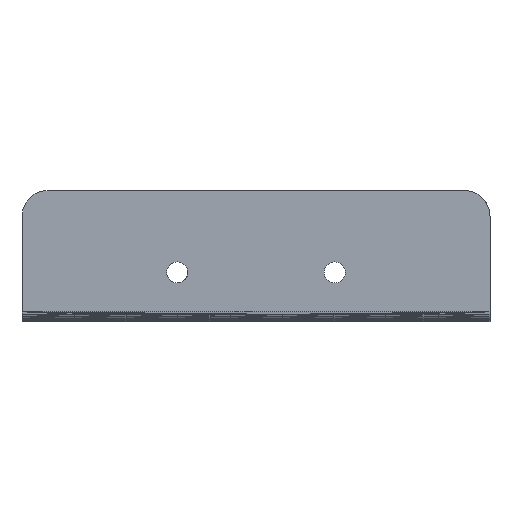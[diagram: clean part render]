
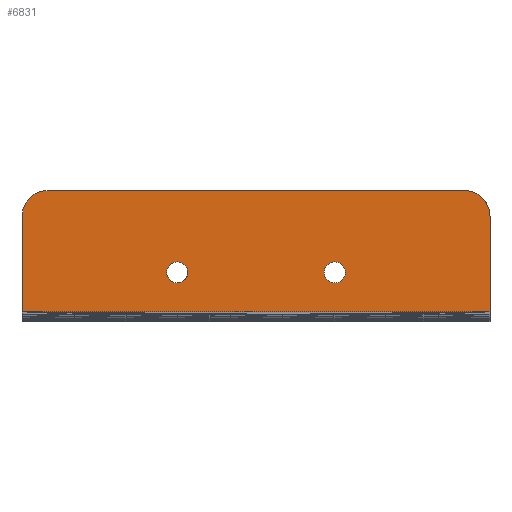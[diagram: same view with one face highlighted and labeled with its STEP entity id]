
A CAD part, left-side view. The second image highlights one B-rep face of the part: STEP entity #6831.
In plain terms, the highlighted planar face has unit normal (-1, 0, 0).
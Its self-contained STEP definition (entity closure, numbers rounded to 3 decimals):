
#67 = VERTEX_POINT ( 'NONE', #7644 ) ;
#812 = EDGE_CURVE ( 'NONE', #10305, #11095, #15766, .T. ) ;
#1409 = EDGE_LOOP ( 'NONE', ( #13811, #4835, #11897, #9674, #4715, #12712 ) ) ;
#1636 = AXIS2_PLACEMENT_3D ( 'NONE', #7025, #5301, #6916 ) ;
#1897 = EDGE_LOOP ( 'NONE', ( #8870, #3156 ) ) ;
#1946 = AXIS2_PLACEMENT_3D ( 'NONE', #7743, #12384, #18347 ) ;
#2447 = AXIS2_PLACEMENT_3D ( 'NONE', #15965, #14437, #12926 ) ;
#2548 = EDGE_CURVE ( 'NONE', #2768, #6951, #5854, .T. ) ;
#2768 = VERTEX_POINT ( 'NONE', #6964 ) ;
#3156 = ORIENTED_EDGE ( 'NONE', *, *, #11086, .F. ) ;
#3236 = VECTOR ( 'NONE', #9435, 1000. ) ;
#3267 = LINE ( 'NONE', #6488, #3236 ) ;
#3823 = EDGE_CURVE ( 'NONE', #8716, #6951, #10488, .T. ) ;
#4062 = AXIS2_PLACEMENT_3D ( 'NONE', #9159, #12292, #4613 ) ;
#4206 = DIRECTION ( 'NONE',  ( 0., -1., 0. ) ) ;
#4463 = AXIS2_PLACEMENT_3D ( 'NONE', #12523, #15554, #15444 ) ;
#4608 = EDGE_CURVE ( 'NONE', #14822, #5118, #19637, .T. ) ;
#4613 = DIRECTION ( 'NONE',  ( 0., 0., -1. ) ) ;
#4715 = ORIENTED_EDGE ( 'NONE', *, *, #2548, .F. ) ;
#4835 = ORIENTED_EDGE ( 'NONE', *, *, #12982, .T. ) ;
#5118 = VERTEX_POINT ( 'NONE', #10887 ) ;
#5277 = CARTESIAN_POINT ( 'NONE',  ( 27., 4., 20. ) ) ;
#5301 = DIRECTION ( 'NONE',  ( 1., 0., 0. ) ) ;
#5407 = PLANE ( 'NONE',  #1636 ) ;
#5854 = LINE ( 'NONE', #16971, #7345 ) ;
#5973 = CARTESIAN_POINT ( 'NONE',  ( 27., 4., 16. ) ) ;
#6182 = DIRECTION ( 'NONE',  ( -1., 0., 0. ) ) ;
#6397 = EDGE_LOOP ( 'NONE', ( #13266, #19790 ) ) ;
#6488 = CARTESIAN_POINT ( 'NONE',  ( 27., 71.295, 1.5 ) ) ;
#6569 = LINE ( 'NONE', #6776, #13361 ) ;
#6676 = CIRCLE ( 'NONE', #17976, 4. ) ;
#6776 = CARTESIAN_POINT ( 'NONE',  ( 27., 0., 20. ) ) ;
#6831 = ADVANCED_FACE ( 'NONE', ( #17730, #16318, #12869 ), #5407, .F. ) ;
#6872 = CARTESIAN_POINT ( 'NONE',  ( 27., 47.648, 9.1 ) ) ;
#6916 = DIRECTION ( 'NONE',  ( 0., 0., -1. ) ) ;
#6951 = VERTEX_POINT ( 'NONE', #15179 ) ;
#6964 = CARTESIAN_POINT ( 'NONE',  ( 27., 71.295, 1.5 ) ) ;
#7025 = CARTESIAN_POINT ( 'NONE',  ( 27., 0., 0. ) ) ;
#7030 = EDGE_CURVE ( 'NONE', #2768, #67, #3267, .T. ) ;
#7345 = VECTOR ( 'NONE', #9098, 1000. ) ;
#7644 = CARTESIAN_POINT ( 'NONE',  ( 27., 0., 1.5 ) ) ;
#7743 = CARTESIAN_POINT ( 'NONE',  ( 27., 47.648, 7.5 ) ) ;
#8007 = DIRECTION ( 'NONE',  ( 0., 0., -1. ) ) ;
#8083 = CIRCLE ( 'NONE', #1946, 1.6 ) ;
#8436 = CARTESIAN_POINT ( 'NONE',  ( 27., 47.648, 7.5 ) ) ;
#8716 = VERTEX_POINT ( 'NONE', #16187 ) ;
#8720 = EDGE_CURVE ( 'NONE', #17987, #67, #6569, .T. ) ;
#8870 = ORIENTED_EDGE ( 'NONE', *, *, #812, .F. ) ;
#9050 = VECTOR ( 'NONE', #4206, 1000. ) ;
#9098 = DIRECTION ( 'NONE',  ( 0., 0., 1. ) ) ;
#9159 = CARTESIAN_POINT ( 'NONE',  ( 27., 23.648, 7.5 ) ) ;
#9435 = DIRECTION ( 'NONE',  ( 0., -1., 0. ) ) ;
#9644 = AXIS2_PLACEMENT_3D ( 'NONE', #8436, #18189, #19141 ) ;
#9674 = ORIENTED_EDGE ( 'NONE', *, *, #3823, .T. ) ;
#9848 = EDGE_CURVE ( 'NONE', #8716, #13342, #13220, .T. ) ;
#10305 = VERTEX_POINT ( 'NONE', #18197 ) ;
#10488 = CIRCLE ( 'NONE', #2447, 4. ) ;
#10887 = CARTESIAN_POINT ( 'NONE',  ( 27., 47.648, 5.9 ) ) ;
#11086 = EDGE_CURVE ( 'NONE', #11095, #10305, #19226, .T. ) ;
#11095 = VERTEX_POINT ( 'NONE', #17242 ) ;
#11436 = CARTESIAN_POINT ( 'NONE',  ( 27., 0., 16. ) ) ;
#11897 = ORIENTED_EDGE ( 'NONE', *, *, #9848, .F. ) ;
#12292 = DIRECTION ( 'NONE',  ( -1., 0., 0. ) ) ;
#12384 = DIRECTION ( 'NONE',  ( -1., 0., 0. ) ) ;
#12523 = CARTESIAN_POINT ( 'NONE',  ( 27., 23.648, 7.5 ) ) ;
#12712 = ORIENTED_EDGE ( 'NONE', *, *, #7030, .T. ) ;
#12734 = DIRECTION ( 'NONE',  ( 0., 0., -1. ) ) ;
#12869 = FACE_BOUND ( 'NONE', #1897, .T. ) ;
#12926 = DIRECTION ( 'NONE',  ( 0., 0., -1. ) ) ;
#12982 = EDGE_CURVE ( 'NONE', #17987, #13342, #6676, .T. ) ;
#13220 = LINE ( 'NONE', #15211, #9050 ) ;
#13266 = ORIENTED_EDGE ( 'NONE', *, *, #4608, .F. ) ;
#13342 = VERTEX_POINT ( 'NONE', #5277 ) ;
#13361 = VECTOR ( 'NONE', #12734, 1000. ) ;
#13811 = ORIENTED_EDGE ( 'NONE', *, *, #8720, .F. ) ;
#14259 = EDGE_CURVE ( 'NONE', #5118, #14822, #8083, .T. ) ;
#14437 = DIRECTION ( 'NONE',  ( -1., 0., 0. ) ) ;
#14822 = VERTEX_POINT ( 'NONE', #6872 ) ;
#15179 = CARTESIAN_POINT ( 'NONE',  ( 27., 71.295, 16. ) ) ;
#15211 = CARTESIAN_POINT ( 'NONE',  ( 27., 71.295, 20. ) ) ;
#15444 = DIRECTION ( 'NONE',  ( 0., 0., -1. ) ) ;
#15554 = DIRECTION ( 'NONE',  ( -1., 0., 0. ) ) ;
#15766 = CIRCLE ( 'NONE', #4463, 1.6 ) ;
#15965 = CARTESIAN_POINT ( 'NONE',  ( 27., 67.295, 16. ) ) ;
#16187 = CARTESIAN_POINT ( 'NONE',  ( 27., 67.295, 20. ) ) ;
#16318 = FACE_BOUND ( 'NONE', #6397, .T. ) ;
#16971 = CARTESIAN_POINT ( 'NONE',  ( 27., 71.295, 1.5 ) ) ;
#17242 = CARTESIAN_POINT ( 'NONE',  ( 27., 23.648, 5.9 ) ) ;
#17730 = FACE_OUTER_BOUND ( 'NONE', #1409, .T. ) ;
#17976 = AXIS2_PLACEMENT_3D ( 'NONE', #5973, #6182, #8007 ) ;
#17987 = VERTEX_POINT ( 'NONE', #11436 ) ;
#18189 = DIRECTION ( 'NONE',  ( -1., 0., 0. ) ) ;
#18197 = CARTESIAN_POINT ( 'NONE',  ( 27., 23.648, 9.1 ) ) ;
#18347 = DIRECTION ( 'NONE',  ( 0., 0., 1. ) ) ;
#19141 = DIRECTION ( 'NONE',  ( 0., 0., 1. ) ) ;
#19226 = CIRCLE ( 'NONE', #4062, 1.6 ) ;
#19637 = CIRCLE ( 'NONE', #9644, 1.6 ) ;
#19790 = ORIENTED_EDGE ( 'NONE', *, *, #14259, .F. ) ;
